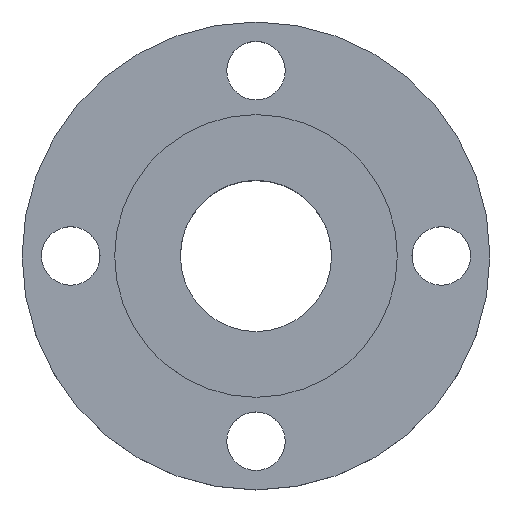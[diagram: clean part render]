
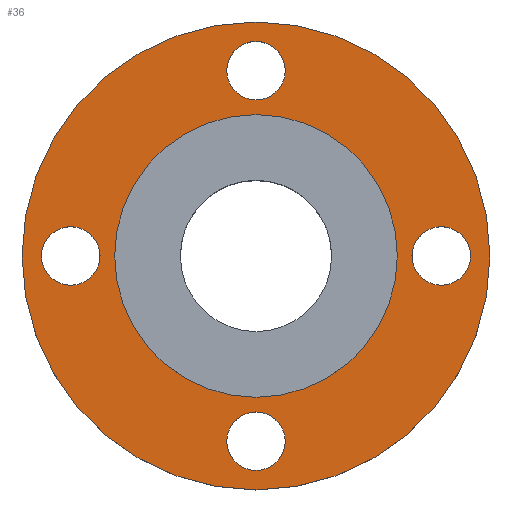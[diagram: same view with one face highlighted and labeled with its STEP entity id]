
A CAD part, top view. The second image highlights one B-rep face of the part: STEP entity #36.
In plain terms, the highlighted planar face has unit normal (0, 0, 1).
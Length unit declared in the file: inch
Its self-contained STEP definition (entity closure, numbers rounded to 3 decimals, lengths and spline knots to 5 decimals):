
#12 = DIRECTION ( 'NONE',  ( 0., 0., 1. ) ) ;
#16 = AXIS2_PLACEMENT_3D ( 'NONE', #160, #346, #21 ) ;
#21 = DIRECTION ( 'NONE',  ( 0., 1., 0. ) ) ;
#29 = CIRCLE ( 'NONE', #170, 0.375 ) ;
#33 = CIRCLE ( 'NONE', #220, 1.8125 ) ;
#36 = ADVANCED_FACE ( 'NONE', ( #258, #527, #671, #196, #398, #613 ), #462, .F. ) ;
#46 = DIRECTION ( 'NONE',  ( 0., 0., 1. ) ) ;
#59 = EDGE_CURVE ( 'NONE', #288, #690, #430, .T. ) ;
#61 = ORIENTED_EDGE ( 'NONE', *, *, #572, .F. ) ;
#68 = DIRECTION ( 'NONE',  ( 0., 0., -1. ) ) ;
#78 = CIRCLE ( 'NONE', #637, 0.375 ) ;
#79 = CARTESIAN_POINT ( 'NONE',  ( 1.8125, 0., -0.0625 ) ) ;
#80 = CARTESIAN_POINT ( 'NONE',  ( 0., 1.8125, -0.0625 ) ) ;
#86 = DIRECTION ( 'NONE',  ( 0., 0., 1. ) ) ;
#90 = CARTESIAN_POINT ( 'NONE',  ( 0., 0., -0.0625 ) ) ;
#97 = DIRECTION ( 'NONE',  ( 1., 0., 0. ) ) ;
#100 = VERTEX_POINT ( 'NONE', #673 ) ;
#107 = CIRCLE ( 'NONE', #461, 0.375 ) ;
#110 = ORIENTED_EDGE ( 'NONE', *, *, #735, .F. ) ;
#111 = EDGE_CURVE ( 'NONE', #309, #627, #29, .T. ) ;
#126 = EDGE_LOOP ( 'NONE', ( #110, #839 ) ) ;
#138 = CARTESIAN_POINT ( 'NONE',  ( -0.375, -2.375, -0.0625 ) ) ;
#144 = CIRCLE ( 'NONE', #533, 0.375 ) ;
#146 = CARTESIAN_POINT ( 'NONE',  ( 0., 2.375, -0.0625 ) ) ;
#152 = CARTESIAN_POINT ( 'NONE',  ( 2.375, 0., -0.0625 ) ) ;
#153 = ORIENTED_EDGE ( 'NONE', *, *, #556, .F. ) ;
#157 = AXIS2_PLACEMENT_3D ( 'NONE', #189, #195, #453 ) ;
#160 = CARTESIAN_POINT ( 'NONE',  ( 0., -2.375, -0.0625 ) ) ;
#170 = AXIS2_PLACEMENT_3D ( 'NONE', #550, #86, #544 ) ;
#172 = CIRCLE ( 'NONE', #620, 0.375 ) ;
#173 = VERTEX_POINT ( 'NONE', #411 ) ;
#184 = AXIS2_PLACEMENT_3D ( 'NONE', #330, #12, #456 ) ;
#189 = CARTESIAN_POINT ( 'NONE',  ( 0., 0., -0.0625 ) ) ;
#195 = DIRECTION ( 'NONE',  ( 0., 0., 1. ) ) ;
#196 = FACE_BOUND ( 'NONE', #126, .T. ) ;
#218 = ORIENTED_EDGE ( 'NONE', *, *, #111, .F. ) ;
#220 = AXIS2_PLACEMENT_3D ( 'NONE', #90, #760, #97 ) ;
#240 = VERTEX_POINT ( 'NONE', #386 ) ;
#244 = DIRECTION ( 'NONE',  ( 0., 0., 1. ) ) ;
#251 = CIRCLE ( 'NONE', #345, 0.375 ) ;
#253 = VERTEX_POINT ( 'NONE', #661 ) ;
#257 = EDGE_CURVE ( 'NONE', #690, #288, #634, .T. ) ;
#258 = FACE_BOUND ( 'NONE', #511, .T. ) ;
#283 = DIRECTION ( 'NONE',  ( 0., 0., 1. ) ) ;
#288 = VERTEX_POINT ( 'NONE', #726 ) ;
#291 = CIRCLE ( 'NONE', #471, 1.8125 ) ;
#297 = ORIENTED_EDGE ( 'NONE', *, *, #667, .F. ) ;
#302 = EDGE_LOOP ( 'NONE', ( #750, #349 ) ) ;
#309 = VERTEX_POINT ( 'NONE', #717 ) ;
#314 = ORIENTED_EDGE ( 'NONE', *, *, #807, .F. ) ;
#330 = CARTESIAN_POINT ( 'NONE',  ( 0., 0., -0.0625 ) ) ;
#334 = CARTESIAN_POINT ( 'NONE',  ( 0.375, -2.375, -0.0625 ) ) ;
#344 = ORIENTED_EDGE ( 'NONE', *, *, #549, .F. ) ;
#345 = AXIS2_PLACEMENT_3D ( 'NONE', #624, #350, #684 ) ;
#346 = DIRECTION ( 'NONE',  ( 0., 0., 1. ) ) ;
#349 = ORIENTED_EDGE ( 'NONE', *, *, #59, .T. ) ;
#350 = DIRECTION ( 'NONE',  ( 0., 0., 1. ) ) ;
#355 = CARTESIAN_POINT ( 'NONE',  ( -2.375, 0., -0.0625 ) ) ;
#363 = VERTEX_POINT ( 'NONE', #138 ) ;
#369 = EDGE_LOOP ( 'NONE', ( #344, #297 ) ) ;
#386 = CARTESIAN_POINT ( 'NONE',  ( -2.75, 0., -0.0625 ) ) ;
#398 = FACE_BOUND ( 'NONE', #369, .T. ) ;
#400 = CIRCLE ( 'NONE', #800, 0.375 ) ;
#411 = CARTESIAN_POINT ( 'NONE',  ( 2., 0., -0.0625 ) ) ;
#419 = DIRECTION ( 'NONE',  ( 0., 0., 1. ) ) ;
#430 = CIRCLE ( 'NONE', #184, 3. ) ;
#436 = EDGE_CURVE ( 'NONE', #627, #309, #144, .T. ) ;
#446 = CARTESIAN_POINT ( 'NONE',  ( 3., 0., -0.0625 ) ) ;
#452 = ORIENTED_EDGE ( 'NONE', *, *, #436, .F. ) ;
#453 = DIRECTION ( 'NONE',  ( 1., 0., 0. ) ) ;
#456 = DIRECTION ( 'NONE',  ( 1., 0., 0. ) ) ;
#461 = AXIS2_PLACEMENT_3D ( 'NONE', #152, #419, #477 ) ;
#462 = PLANE ( 'NONE',  #837 ) ;
#471 = AXIS2_PLACEMENT_3D ( 'NONE', #647, #46, #778 ) ;
#477 = DIRECTION ( 'NONE',  ( -1., 0., 0. ) ) ;
#481 = DIRECTION ( 'NONE',  ( 0., 0., 1. ) ) ;
#482 = VERTEX_POINT ( 'NONE', #79 ) ;
#489 = VERTEX_POINT ( 'NONE', #334 ) ;
#510 = CARTESIAN_POINT ( 'NONE',  ( -2.375, 0., -0.0625 ) ) ;
#511 = EDGE_LOOP ( 'NONE', ( #218, #452 ) ) ;
#515 = DIRECTION ( 'NONE',  ( 1., 0., 0. ) ) ;
#527 = FACE_BOUND ( 'NONE', #852, .T. ) ;
#533 = AXIS2_PLACEMENT_3D ( 'NONE', #146, #675, #747 ) ;
#544 = DIRECTION ( 'NONE',  ( 0., -1., 0. ) ) ;
#549 = EDGE_CURVE ( 'NONE', #482, #100, #33, .T. ) ;
#550 = CARTESIAN_POINT ( 'NONE',  ( 0., 2.375, -0.0625 ) ) ;
#551 = EDGE_CURVE ( 'NONE', #630, #173, #251, .T. ) ;
#556 = EDGE_CURVE ( 'NONE', #363, #489, #770, .T. ) ;
#565 = CARTESIAN_POINT ( 'NONE',  ( 2.75, 0., -0.0625 ) ) ;
#572 = EDGE_CURVE ( 'NONE', #489, #363, #400, .T. ) ;
#586 = ORIENTED_EDGE ( 'NONE', *, *, #551, .F. ) ;
#613 = FACE_OUTER_BOUND ( 'NONE', #302, .T. ) ;
#620 = AXIS2_PLACEMENT_3D ( 'NONE', #510, #244, #515 ) ;
#624 = CARTESIAN_POINT ( 'NONE',  ( 2.375, 0., -0.0625 ) ) ;
#627 = VERTEX_POINT ( 'NONE', #632 ) ;
#630 = VERTEX_POINT ( 'NONE', #565 ) ;
#632 = CARTESIAN_POINT ( 'NONE',  ( -0.375, 2.375, -0.0625 ) ) ;
#634 = CIRCLE ( 'NONE', #157, 3. ) ;
#637 = AXIS2_PLACEMENT_3D ( 'NONE', #355, #481, #698 ) ;
#644 = EDGE_LOOP ( 'NONE', ( #61, #153 ) ) ;
#647 = CARTESIAN_POINT ( 'NONE',  ( 0., 0., -0.0625 ) ) ;
#661 = CARTESIAN_POINT ( 'NONE',  ( -2., 0., -0.0625 ) ) ;
#667 = EDGE_CURVE ( 'NONE', #100, #482, #291, .T. ) ;
#671 = FACE_BOUND ( 'NONE', #644, .T. ) ;
#673 = CARTESIAN_POINT ( 'NONE',  ( -1.8125, 0., -0.0625 ) ) ;
#675 = DIRECTION ( 'NONE',  ( 0., 0., 1. ) ) ;
#684 = DIRECTION ( 'NONE',  ( -1., 0., 0. ) ) ;
#690 = VERTEX_POINT ( 'NONE', #446 ) ;
#698 = DIRECTION ( 'NONE',  ( 1., 0., 0. ) ) ;
#701 = CARTESIAN_POINT ( 'NONE',  ( 0., -2.375, -0.0625 ) ) ;
#717 = CARTESIAN_POINT ( 'NONE',  ( 0.375, 2.375, -0.0625 ) ) ;
#726 = CARTESIAN_POINT ( 'NONE',  ( -3., 0., -0.0625 ) ) ;
#735 = EDGE_CURVE ( 'NONE', #253, #240, #172, .T. ) ;
#745 = DIRECTION ( 'NONE',  ( -1., 0., 0. ) ) ;
#747 = DIRECTION ( 'NONE',  ( 0., -1., 0. ) ) ;
#750 = ORIENTED_EDGE ( 'NONE', *, *, #257, .T. ) ;
#755 = DIRECTION ( 'NONE',  ( 0., 1., 0. ) ) ;
#760 = DIRECTION ( 'NONE',  ( 0., 0., 1. ) ) ;
#770 = CIRCLE ( 'NONE', #16, 0.375 ) ;
#778 = DIRECTION ( 'NONE',  ( 1., 0., 0. ) ) ;
#800 = AXIS2_PLACEMENT_3D ( 'NONE', #701, #283, #755 ) ;
#805 = EDGE_CURVE ( 'NONE', #240, #253, #78, .T. ) ;
#807 = EDGE_CURVE ( 'NONE', #173, #630, #107, .T. ) ;
#837 = AXIS2_PLACEMENT_3D ( 'NONE', #80, #68, #745 ) ;
#839 = ORIENTED_EDGE ( 'NONE', *, *, #805, .F. ) ;
#852 = EDGE_LOOP ( 'NONE', ( #586, #314 ) ) ;
